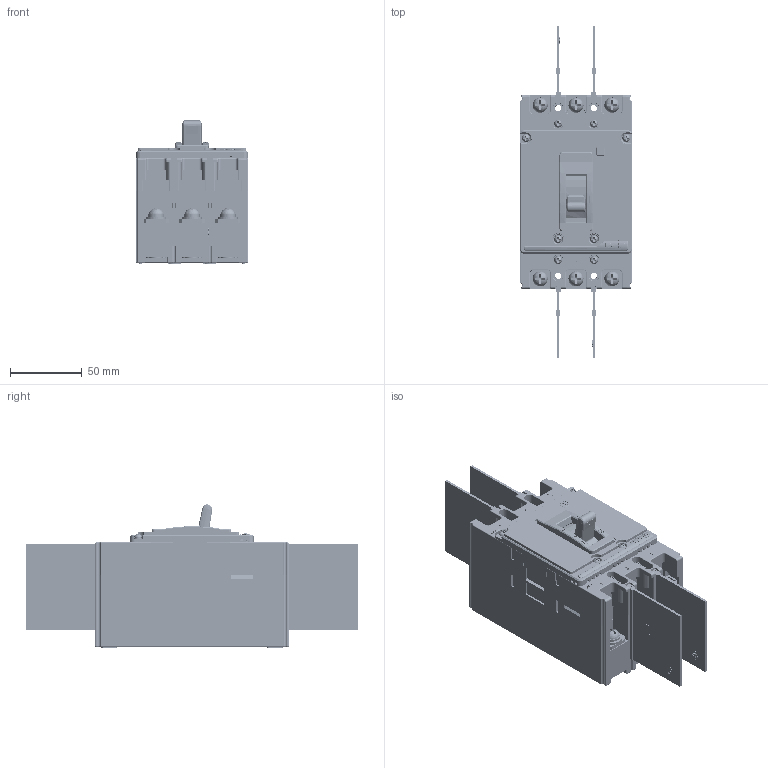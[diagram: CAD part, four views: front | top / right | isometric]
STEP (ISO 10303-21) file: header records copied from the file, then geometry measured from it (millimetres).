
FILE_DESCRIPTION((''),'2;1');
FILE_NAME('ASM0001_ASM','2019-10-26T',('sxqing'),(''),'CREO PARAMETRIC BY PTC INC, 2018070','CREO PARAMETRIC BY PTC INC, 2018070','');
FILE_SCHEMA(('CONFIG_CONTROL_DESIGN'));
Products named in the file (38): 8ZTD024856_100; AM3X8_GB809-1_3; 5-024-856_ASM_72_ASM; 8-585-1376_19; 5-551-567-1_ASM_7_ASM; 5-551-568-1_ASM_7_ASM; M2-5X8_GB823__3; D3_GB9074_26__4; D2-5_GB9074_24__2; M2-5X8_ASM_7_ASM; M3X8_GB823_3; D3_GB9074_24__6; M3X8_ASM_7_ASM; 8-585-1371_7; 5-615-786_ASM_10_ASM; 5-859-015_ASM_1_ASM; 8-742-2143_5; 8-742-2144_6; 8-742-463_15; 8-742-2131_14; 8-742-2016_3; 8-253-668_39; 8-315-1374_18; 8-310-468_31; 8-253-636_3; 5-864-002_5; 5-315-501_ASM_26_ASM; M3X25_GB823__3; M3X25_ASM_6_ASM; 8-742-2047_3; 8-743-023_27; M6X12_GB823_3; D6_GB9074_26_8_2; D6_GB9074_24_11_3; 5-850-154-M6X12_ASM_4_ASM; 8-742-1695_4; NXM-125H-3300-125A_ASM_5_ASM; ASM0001_ASM
Assembly tree (94 placements, depth 5):
  ASM0001_ASM
    NXM-125H-3300-125A_ASM_5_ASM
      5-024-856_ASM_72_ASM
        8ZTD024856_100
        AM3X8_GB809-1_3  x4
      5-551-568-1_ASM_7_ASM  x3
        5-551-567-1_ASM_7_ASM
          8-585-1376_19
      M2-5X8_ASM_7_ASM  x12
        M2-5X8_GB823__3
        D3_GB9074_26__4
        D2-5_GB9074_24__2
      M3X8_ASM_7_ASM  x8
        M3X8_GB823_3
        D3_GB9074_26__4
        D3_GB9074_24__6
      5-615-786_ASM_10_ASM  x3
        8-585-1371_7
      5-859-015_ASM_1_ASM  x3
      8-742-2143_5  x3
      8-742-2144_6  x3
      8-742-463_15
      8-742-2131_14  x2
      8-742-2016_3  x3
      8-253-668_39
      5-315-501_ASM_26_ASM
        8-315-1374_18
        8-310-468_31
        8-253-636_3
        5-864-002_5
        M3X8_ASM_7_ASM  x4
          M3X8_GB823_3
          D3_GB9074_26__4
          D3_GB9074_24__6
      M3X25_ASM_6_ASM  x4
        M3X25_GB823__3
        D3_GB9074_26__4
        D3_GB9074_24__6
      8-742-2047_3
      8-743-023_27  x6
      5-850-154-M6X12_ASM_4_ASM  x6
        M6X12_GB823_3
        D6_GB9074_26_8_2
        D6_GB9074_24_11_3
      8-742-1695_4  x4
Bounding box: 78 x 231.2 x 99.71 mm (x, y, z)
Volume: 304425 mm3; surface area: 284135.4 mm2
Topology: 141 solids, 197 shells, 11037 faces, 31144 edges, 20484 vertices
Faces by surface type: plane 6806, cylinder 2768, cone 437, torus 323, sphere 247, bspline 247, extrusion 209
Entity records: 281998 total; most frequent: CARTESIAN_POINT 54880, ORIENTED_EDGE 41782, DIRECTION 39111, EDGE_CURVE 20911, VECTOR 14661, LINE 14452, VERTEX_POINT 13701, AXIS2_PLACEMENT_3D 12225
